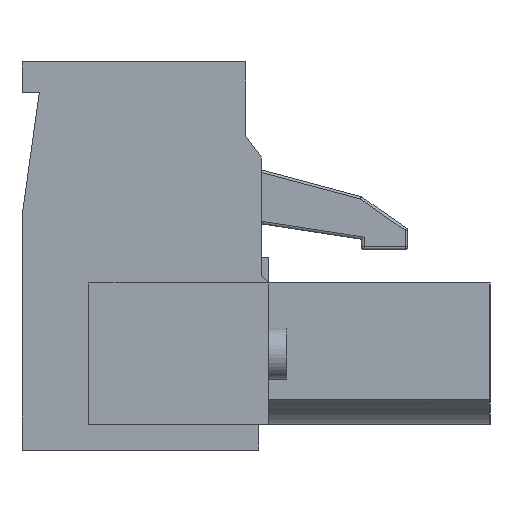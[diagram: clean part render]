
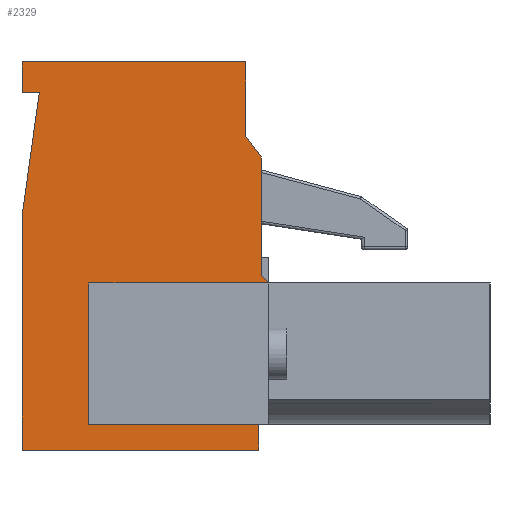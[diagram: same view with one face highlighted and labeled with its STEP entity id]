
A CAD part, left-side view. The second image highlights one B-rep face of the part: STEP entity #2329.
In plain terms, the highlighted planar face has unit normal (-1, 0, 0).
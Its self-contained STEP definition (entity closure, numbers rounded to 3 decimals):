
#2329 = ADVANCED_FACE( '', ( #4801 ), #4802, .F. );
#4801 = FACE_OUTER_BOUND( '', #7396, .T. );
#4802 = PLANE( '', #7397 );
#7396 = EDGE_LOOP( '', ( #13747, #13748, #13749, #13750, #13751, #13752, #13753, #13754, #13755, #13756, #13757, #13758, #13759, #13760 ) );
#7397 = AXIS2_PLACEMENT_3D( '', #13761, #13762, #13763 );
#13747 = ORIENTED_EDGE( '', *, *, #15765, .F. );
#13748 = ORIENTED_EDGE( '', *, *, #15852, .F. );
#13749 = ORIENTED_EDGE( '', *, *, #17844, .F. );
#13750 = ORIENTED_EDGE( '', *, *, #17752, .T. );
#13751 = ORIENTED_EDGE( '', *, *, #18123, .F. );
#13752 = ORIENTED_EDGE( '', *, *, #15640, .F. );
#13753 = ORIENTED_EDGE( '', *, *, #16229, .F. );
#13754 = ORIENTED_EDGE( '', *, *, #17074, .F. );
#13755 = ORIENTED_EDGE( '', *, *, #18179, .F. );
#13756 = ORIENTED_EDGE( '', *, *, #17912, .F. );
#13757 = ORIENTED_EDGE( '', *, *, #18073, .F. );
#13758 = ORIENTED_EDGE( '', *, *, #18180, .F. );
#13759 = ORIENTED_EDGE( '', *, *, #17436, .F. );
#13760 = ORIENTED_EDGE( '', *, *, #17176, .F. );
#13761 = CARTESIAN_POINT( '', ( -17.5, 0., 0. ) );
#13762 = DIRECTION( '', ( 1., 0., 0. ) );
#13763 = DIRECTION( '', ( 0., 0., -1. ) );
#15640 = EDGE_CURVE( '', #18663, #18664, #18665, .T. );
#15765 = EDGE_CURVE( '', #18886, #18888, #18889, .T. );
#15852 = EDGE_CURVE( '', #19039, #18886, #19040, .T. );
#16229 = EDGE_CURVE( '', #19717, #18663, #19719, .T. );
#17074 = EDGE_CURVE( '', #21069, #19717, #21071, .T. );
#17176 = EDGE_CURVE( '', #18888, #21211, #21212, .T. );
#17436 = EDGE_CURVE( '', #21211, #21586, #21587, .T. );
#17752 = EDGE_CURVE( '', #20800, #22002, #22004, .F. );
#17844 = EDGE_CURVE( '', #20800, #19039, #22120, .T. );
#17912 = EDGE_CURVE( '', #22200, #22202, #22203, .T. );
#18073 = EDGE_CURVE( '', #22394, #22200, #22396, .T. );
#18123 = EDGE_CURVE( '', #18664, #22002, #22450, .T. );
#18179 = EDGE_CURVE( '', #22202, #21069, #22515, .T. );
#18180 = EDGE_CURVE( '', #21586, #22394, #22516, .T. );
#18663 = VERTEX_POINT( '', #23092 );
#18664 = VERTEX_POINT( '', #23093 );
#18665 = LINE( '', #23094, #23095 );
#18886 = VERTEX_POINT( '', #23400 );
#18888 = VERTEX_POINT( '', #23403 );
#18889 = LINE( '', #23404, #23405 );
#19039 = VERTEX_POINT( '', #23611 );
#19040 = LINE( '', #23612, #23613 );
#19717 = VERTEX_POINT( '', #24576 );
#19719 = LINE( '', #24579, #24580 );
#20800 = VERTEX_POINT( '', #26220 );
#21069 = VERTEX_POINT( '', #26609 );
#21071 = LINE( '', #26612, #26613 );
#21211 = VERTEX_POINT( '', #26821 );
#21212 = LINE( '', #26822, #26823 );
#21586 = VERTEX_POINT( '', #27377 );
#21587 = LINE( '', #27378, #27379 );
#22002 = VERTEX_POINT( '', #27994 );
#22004 = LINE( '', #27997, #27998 );
#22120 = LINE( '', #28157, #28158 );
#22200 = VERTEX_POINT( '', #28277 );
#22202 = VERTEX_POINT( '', #28280 );
#22203 = LINE( '', #28281, #28282 );
#22394 = VERTEX_POINT( '', #28558 );
#22396 = LINE( '', #28561, #28562 );
#22450 = LINE( '', #28648, #28649 );
#22515 = LINE( '', #28742, #28743 );
#22516 = LINE( '', #28744, #28745 );
#23092 = CARTESIAN_POINT( '', ( -17.5, 0.6, 8.95 ) );
#23093 = CARTESIAN_POINT( '', ( -17.5, 0., 8.15 ) );
#23094 = CARTESIAN_POINT( '', ( -17.5, -3.912, 2.934 ) );
#23095 = VECTOR( '', #29238, 1000. );
#23400 = CARTESIAN_POINT( '', ( -17.5, 6.7, -2.25 ) );
#23403 = CARTESIAN_POINT( '', ( -17.5, 0.1, -2.25 ) );
#23404 = CARTESIAN_POINT( '', ( -17.5, 6.7, -2.25 ) );
#23405 = VECTOR( '', #29372, 1000. );
#23611 = CARTESIAN_POINT( '', ( -17.5, 6.7, 3.25 ) );
#23612 = CARTESIAN_POINT( '', ( -17.5, 6.7, 3.25 ) );
#23613 = VECTOR( '', #29464, 1000. );
#24576 = CARTESIAN_POINT( '', ( -17.5, 0.6, 11.85 ) );
#24579 = CARTESIAN_POINT( '', ( -17.5, 0.6, 0. ) );
#24580 = VECTOR( '', #29891, 1000. );
#26220 = CARTESIAN_POINT( '', ( -17.5, -0.3, 3.25 ) );
#26609 = CARTESIAN_POINT( '', ( -17.5, 9.3, 11.85 ) );
#26612 = CARTESIAN_POINT( '', ( -17.5, 9.3, 11.85 ) );
#26613 = VECTOR( '', #30699, 1000. );
#26821 = CARTESIAN_POINT( '', ( -17.5, 0.1, -3.25 ) );
#26822 = CARTESIAN_POINT( '', ( -17.5, 0.1, 0. ) );
#26823 = VECTOR( '', #30785, 1000. );
#27377 = CARTESIAN_POINT( '', ( -17.5, 9.3, -3.25 ) );
#27378 = CARTESIAN_POINT( '', ( -17.5, -8.9, -3.25 ) );
#27379 = VECTOR( '', #31025, 1000. );
#27994 = CARTESIAN_POINT( '', ( -17.5, 0., 3.55 ) );
#27997 = CARTESIAN_POINT( '', ( -17.5, -1.775, 1.775 ) );
#27998 = VECTOR( '', #31317, 1000. );
#28157 = CARTESIAN_POINT( '', ( -17.5, -0.3, 3.25 ) );
#28158 = VECTOR( '', #31405, 1000. );
#28277 = CARTESIAN_POINT( '', ( -17.5, 8.625, 10.65 ) );
#28280 = CARTESIAN_POINT( '', ( -17.5, 9.3, 10.65 ) );
#28281 = CARTESIAN_POINT( '', ( -17.5, 0., 10.65 ) );
#28282 = VECTOR( '', #31457, 1000. );
#28558 = CARTESIAN_POINT( '', ( -17.5, 9.3, 5.85 ) );
#28561 = CARTESIAN_POINT( '', ( -17.5, 9.926, 1.395 ) );
#28562 = VECTOR( '', #31586, 1000. );
#28648 = CARTESIAN_POINT( '', ( -17.5, 0., 11.85 ) );
#28649 = VECTOR( '', #31629, 1000. );
#28742 = CARTESIAN_POINT( '', ( -17.5, 9.3, -3.25 ) );
#28743 = VECTOR( '', #31670, 1000. );
#28744 = CARTESIAN_POINT( '', ( -17.5, 9.3, -3.25 ) );
#28745 = VECTOR( '', #31671, 1000. );
#29238 = DIRECTION( '', ( 0., -0.6, -0.8 ) );
#29372 = DIRECTION( '', ( 0., -1., 0. ) );
#29464 = DIRECTION( '', ( 0., 0., -1. ) );
#29891 = DIRECTION( '', ( 0., 0., -1. ) );
#30699 = DIRECTION( '', ( 0., -1., 0. ) );
#30785 = DIRECTION( '', ( 0., 0., -1. ) );
#31025 = DIRECTION( '', ( 0., 1., 0. ) );
#31317 = DIRECTION( '', ( 0., -0.707, -0.707 ) );
#31405 = DIRECTION( '', ( 0., 1., 0. ) );
#31457 = DIRECTION( '', ( 0., 1., 0. ) );
#31586 = DIRECTION( '', ( 0., -0.139, 0.99 ) );
#31629 = DIRECTION( '', ( 0., 0., -1. ) );
#31670 = DIRECTION( '', ( 0., 0., 1. ) );
#31671 = DIRECTION( '', ( 0., 0., 1. ) );
